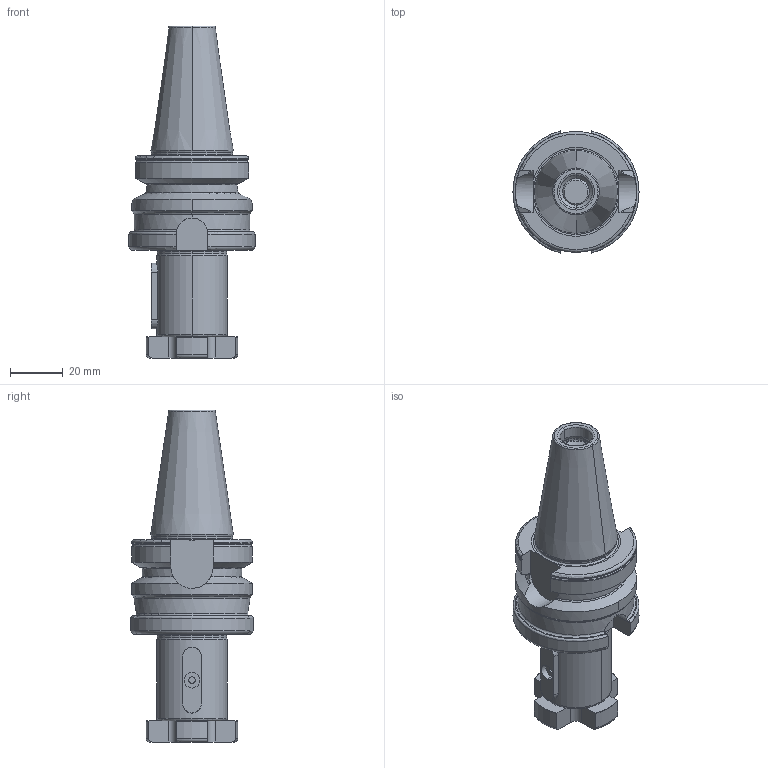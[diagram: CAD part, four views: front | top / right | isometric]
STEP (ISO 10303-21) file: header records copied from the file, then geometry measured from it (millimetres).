
FILE_DESCRIPTION((''),'2;1');
FILE_NAME('DC_305_10_27','2020-09-24T',('104091'),(''),'CREO PARAMETRIC BY PTC INC, 2016260','CREO PARAMETRIC BY PTC INC, 2016260','');
FILE_SCHEMA(('CONFIG_CONTROL_DESIGN'));
Length unit declared in the file: millimetre
Products named in the file (1): DC_305_10_27
Bounding box: 48 x 46.48 x 126.4 mm (x, y, z)
Volume: 92157.9 mm3; surface area: 21452.7 mm2
Topology: 1 solids, 2 shells, 175 faces, 435 edges, 268 vertices
Faces by surface type: cylinder 50, plane 47, torus 44, cone 34
Entity records: 5652 total; most frequent: CARTESIAN_POINT 1483, DIRECTION 883, ORIENTED_EDGE 868, EDGE_CURVE 434, AXIS2_PLACEMENT_3D 364, VERTEX_POINT 266, CIRCLE 186, EDGE_LOOP 180
